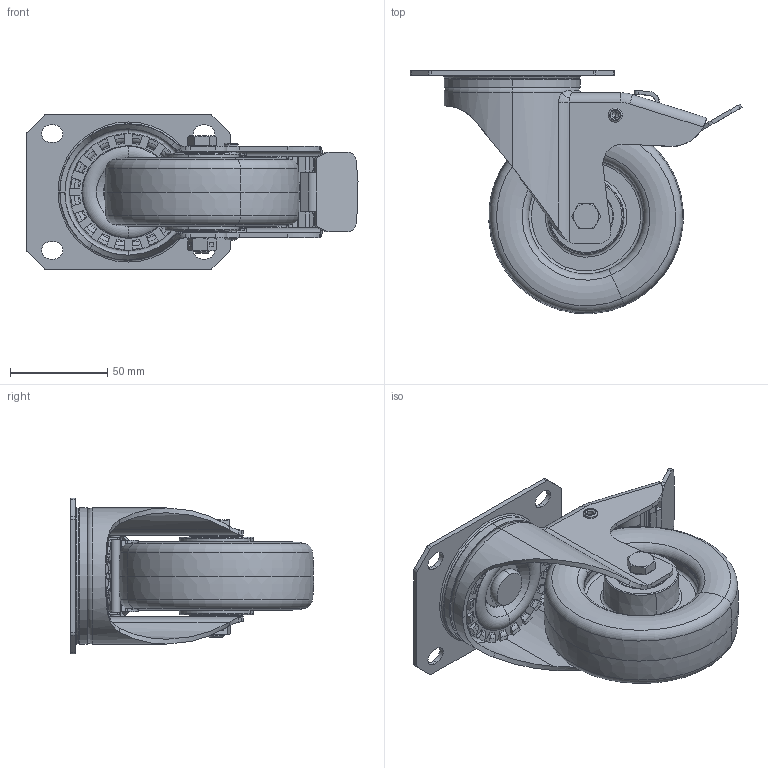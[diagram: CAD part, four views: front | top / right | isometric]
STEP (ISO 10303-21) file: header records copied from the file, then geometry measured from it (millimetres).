
FILE_DESCRIPTION (( 'STEP AP214' ), '1' );
FILE_NAME ('0056121.step', '2024-05-14T07:54:41', ( '' ), ( '' ), 'SwSTEP 2.0', 'SolidWorks 2020', '' );
FILE_SCHEMA (( 'AUTOMOTIVE_DESIGN' ));
Length unit declared in the file: millimetre
Products named in the file (1): 0056121
Bounding box: 170.63 x 124.97 x 80 mm (x, y, z)
Volume: 307406.7 mm3; surface area: 155980.4 mm2
Topology: 21 solids, 21 shells, 1422 faces, 3623 edges, 2263 vertices
Faces by surface type: plane 462, torus 353, cylinder 319, cone 158, bspline 128, sphere 2
Entity records: 70676 total; most frequent: CARTESIAN_POINT 21943, ORIENTED_EDGE 7240, DIRECTION 6475, EDGE_CURVE 3620, AXIS2_PLACEMENT_3D 2667, VERTEX_POINT 2263, EDGE_LOOP 1505, UNCERTAINTY_MEASURE_WITH_UNIT 1445
